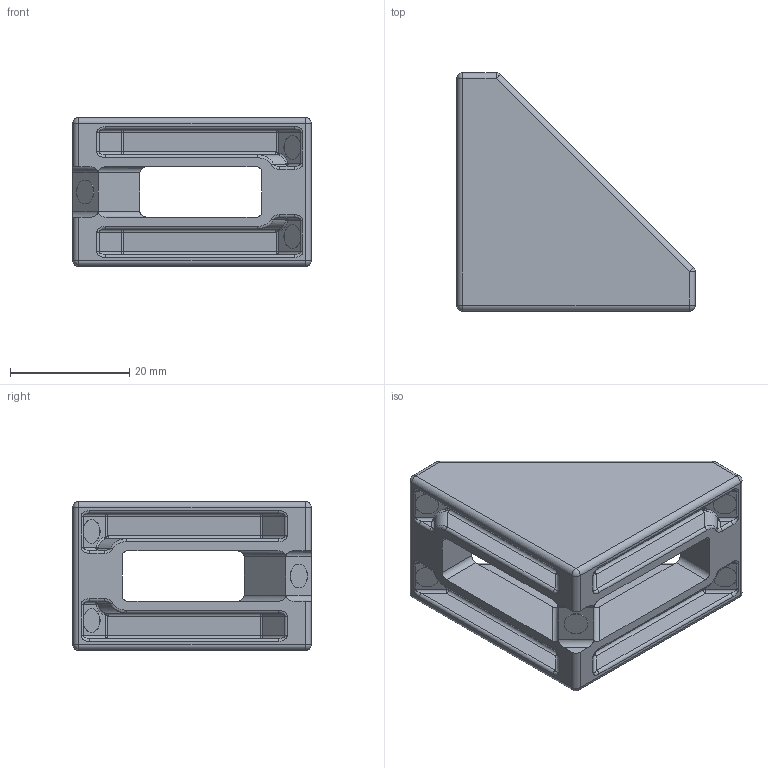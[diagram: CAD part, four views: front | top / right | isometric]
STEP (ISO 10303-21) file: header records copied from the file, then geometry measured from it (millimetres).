
FILE_DESCRIPTION (( 'STEP AP203' ), '1' );
FILE_NAME ('084.305.002.STEP', '2019-11-22T08:48:21', ( 'Localadmin' ), ( 'Microsoft' ), 'SwSTEP 2.0', 'SolidWorks 2018', '' );
FILE_SCHEMA (( 'CONFIG_CONTROL_DESIGN' ));
Length unit declared in the file: millimetre
Products named in the file (1): 084.305.002
Bounding box: 40 x 40 x 25 mm (x, y, z)
Volume: 12040.5 mm3; surface area: 7796 mm2
Topology: 1 solids, 1 shells, 243 faces, 568 edges, 304 vertices
Faces by surface type: cylinder 107, plane 52, bspline 48, sphere 28, torus 8
Entity records: 7383 total; most frequent: CARTESIAN_POINT 2334, ORIENTED_EDGE 1084, DIRECTION 1020, EDGE_CURVE 542, AXIS2_PLACEMENT_3D 398, VERTEX_POINT 304, EDGE_LOOP 250, FACE_OUTER_BOUND 243
